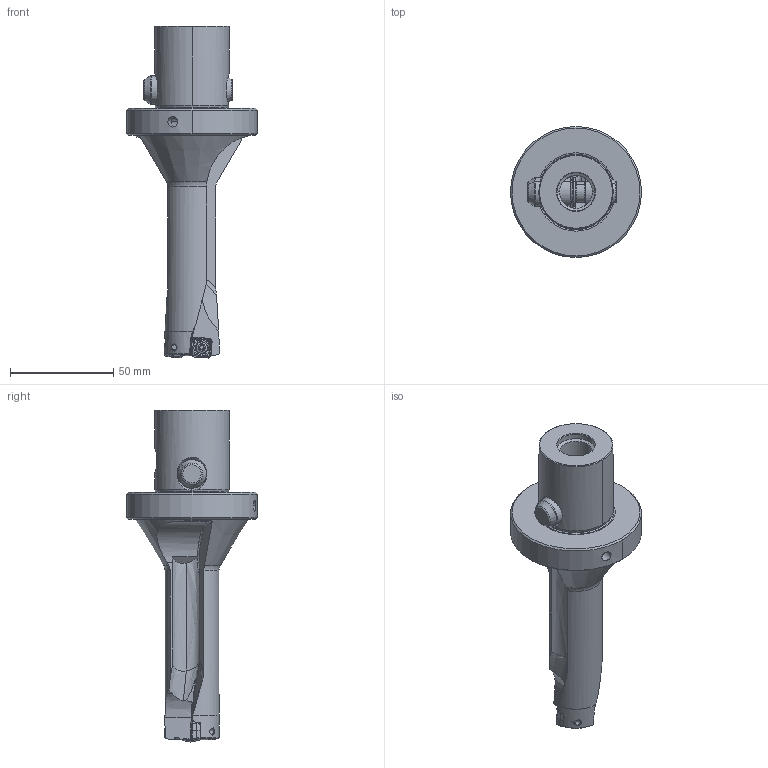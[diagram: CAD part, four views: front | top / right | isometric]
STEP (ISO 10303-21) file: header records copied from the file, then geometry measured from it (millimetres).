
FILE_DESCRIPTION(('no description'),'unknown implementation level');
FILE_NAME('E8E11A64-EAC2-4147-8ED6-F76C58B820FF_export.stp',' ',('CIMSOURCE GmbH'),('CADClick - KiM GmbH - www.kimweb.de'),'unknown preprocess','ACIS','unknown authorization');
FILE_SCHEMA(('automotive_design'));
Length unit declared in the file: millimetre
Products named in the file (9): 337.327 Kaiser WB 27-81 X CKS6|694.136 Kaiser ETL M3,5 X 7,2 T10 IP 10S_Standard;NONE; 337.327 Kaiser WB 27-81 X CKS6|337.327 Kaiser WB 27-81 X CKS6_337.327-4;NONE; 337.327 Kaiser WB 27-81 X CKS6|337.327 Kaiser WB 27-81 X CKS6_337.327-3;NONE; 337.327 Kaiser WB 27-81 X CKS6|337.327 Kaiser WB 27-81 X CKS6_337.327-2;NONE; 337.327 Kaiser WB 27-81 X CKS6|337.327 Kaiser WB 27-81 X CKS6_337.327-1;NONE; 337.327 Kaiser WB 27-81 X CKS6|337.327 Kaiser WB 27-81 X CKS6_337.327;NONE; 337.327 Kaiser WB 27-81 X CKS6|691.506 Kaiser ETL D14 X 43K_Standard|693.305 Sprengring_Standard;NONE; 337.327 Kaiser WB 27-81 X CKS6|691.506 Kaiser ETL D14 X 43K_Standard|691.526 Mitnehmerbolzen_Standard;NONE
Bounding box: 63.5 x 63.5 x 160.99 mm (x, y, z)
Volume: 118413.3 mm3; surface area: 32003.1 mm2
Topology: 9 solids, 9 shells, 639 faces, 1591 edges, 979 vertices
Faces by surface type: plane 279, cylinder 212, cone 72, torus 65, bspline 11
Entity records: 40799 total; most frequent: CARTESIAN_POINT 7458, DIRECTION 3227, STYLED_ITEM 3216, PRESENTATION_STYLE_ASSIGNMENT 3216, COLOUR_RGB 3216, ORIENTED_EDGE 3178, EDGE_CURVE 1589, CURVE_STYLE 1589
